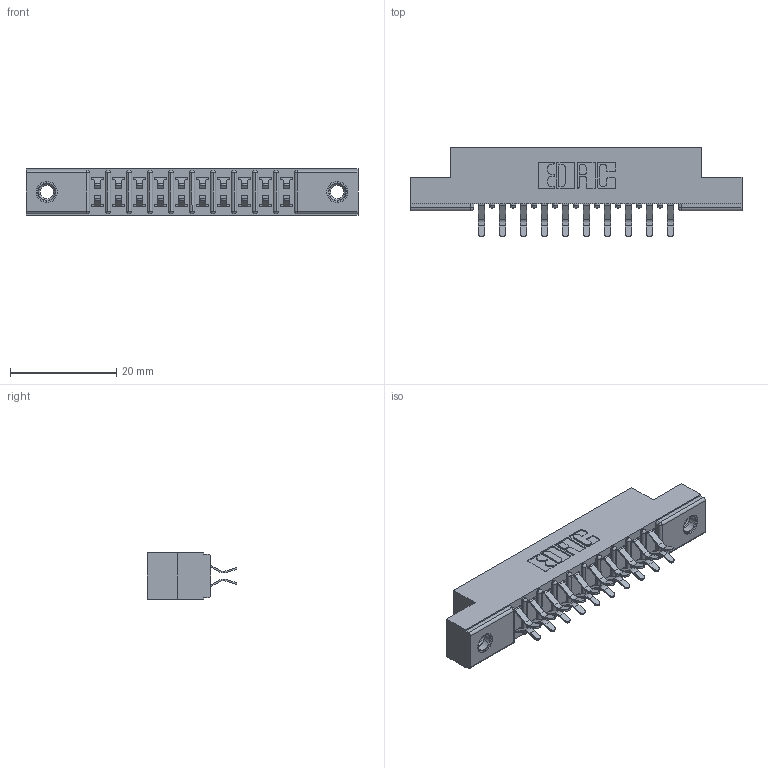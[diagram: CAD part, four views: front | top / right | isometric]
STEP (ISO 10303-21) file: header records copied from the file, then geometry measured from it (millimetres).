
FILE_DESCRIPTION (( 'STEP AP203' ), '1' );
FILE_NAME ('357-020-556-207.STEP', '2019-09-17T20:44:42', ( '' ), ( '' ), 'SwSTEP 2.0', 'SolidWorks 2016', '' );
FILE_SCHEMA (( 'CONFIG_CONTROL_DESIGN' ));
Length unit declared in the file: inch
Products named in the file (4): 357-020-556-207; 307-290-001_556; 307 Part_.156 Dia Mounting Holes; 345-250-001_345-250-005-103
Assembly tree (23 placements, depth 2):
  357-020-556-207
    307 Part_.156 Dia Mounting Holes
    307-290-001_556  x20
    345-250-001_345-250-005-103  x2
Bounding box: 62.64 x 16.97 x 8.71 mm (x, y, z)
Volume: 4081.3 mm3; surface area: 6600.9 mm2
Topology: 23 solids, 23 shells, 1189 faces, 3299 edges, 2134 vertices
Faces by surface type: plane 762, cylinder 389, sphere 22, cone 12, torus 4
Entity records: 14127 total; most frequent: CARTESIAN_POINT 2305, DIRECTION 2281, ORIENTED_EDGE 2274, EDGE_CURVE 1137, LINE 857, VECTOR 857, VERTEX_POINT 736, AXIS2_PLACEMENT_3D 712
